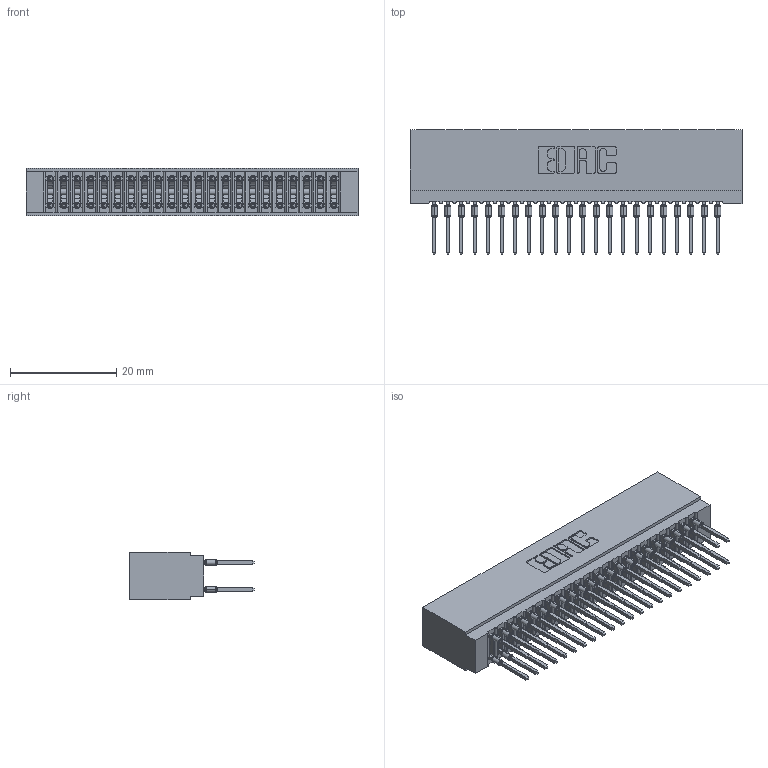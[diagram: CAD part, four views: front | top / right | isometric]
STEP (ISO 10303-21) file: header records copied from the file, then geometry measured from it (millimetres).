
FILE_DESCRIPTION (( 'STEP AP203' ), '1' );
FILE_NAME ('725-044-522-201.STEP', '2026-02-24T17:36:33', ( '' ), ( '' ), 'SwSTEP 2.0', 'SolidWorks 2023', '' );
FILE_SCHEMA (( 'CONFIG_CONTROL_DESIGN' ));
Length unit declared in the file: millimetre
Products named in the file (3): 725-044-522-201; 745-292-001_522; 725 Part_Insulator Option - 01
Assembly tree (45 placements, depth 2):
  725-044-522-201
    725 Part_Insulator Option - 01
    745-292-001_522  x44
Bounding box: 62.48 x 23.51 x 8.89 mm (x, y, z)
Volume: 5102.4 mm3; surface area: 10511.4 mm2
Topology: 45 solids, 45 shells, 4033 faces, 10836 edges, 6812 vertices
Faces by surface type: plane 2079, bspline 880, cylinder 810, torus 264
Entity records: 39732 total; most frequent: CARTESIAN_POINT 7399, ORIENTED_EDGE 6794, DIRECTION 5955, EDGE_CURVE 3397, VECTOR 3083, LINE 3083, VERTEX_POINT 2168, AXIS2_PLACEMENT_3D 1436
